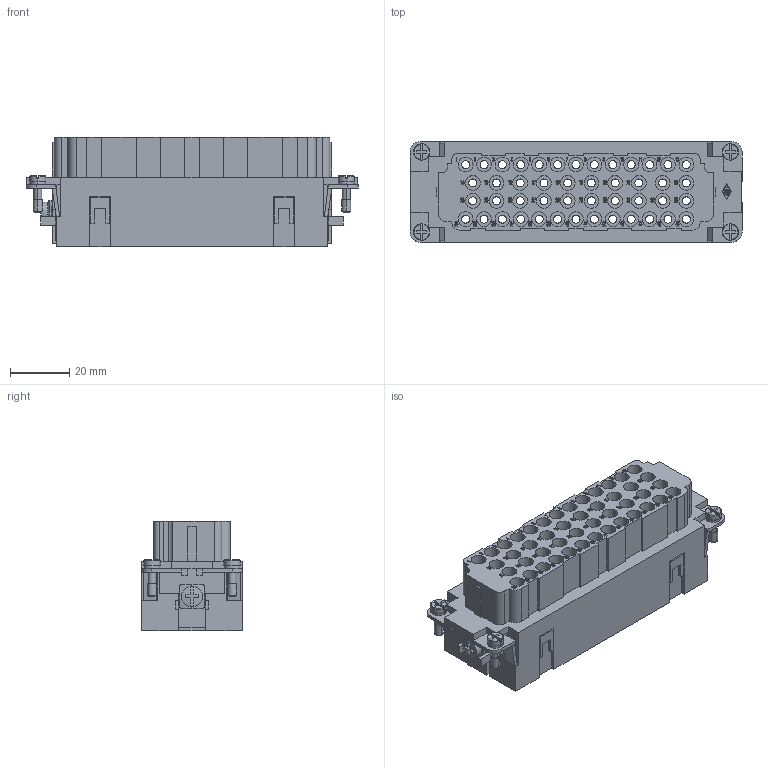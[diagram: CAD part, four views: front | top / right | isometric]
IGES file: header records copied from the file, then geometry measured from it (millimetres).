
Global section: file name: No Iges File Name specified; native system: AutoDesk Inventor R6.1; preprocessor: AutoDesk Inventor Iges Exporter R6.1; author: No Author specified; organization: No Organization specified; date: 20061128.172542; units: millimetre
Bounding box: 111.9 x 34 x 37 mm (x, y, z)
Volume: 77831.1 mm3; surface area: 44124.3 mm2
Topology: 1 solids, 1 shells, 3326 faces, 8928 edges, 5943 vertices
Faces by surface type: bspline 1823, plane 1364, revolution 87, cylinder 36, torus 8, cone 4, sphere 4
